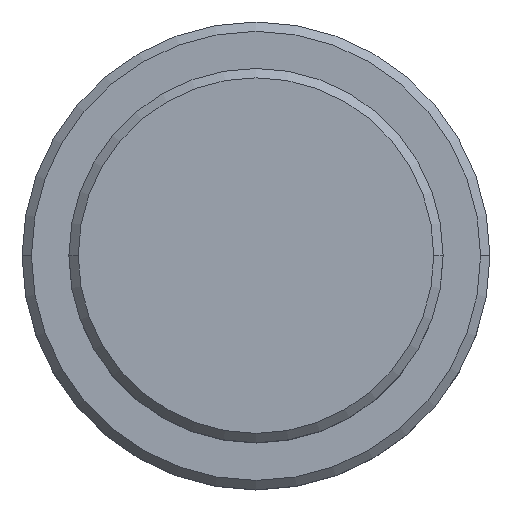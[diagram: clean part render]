
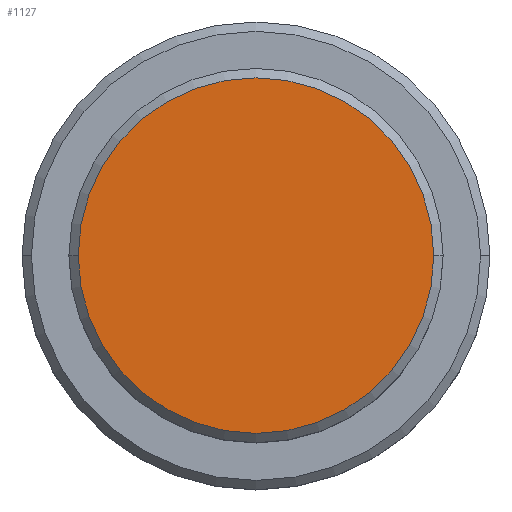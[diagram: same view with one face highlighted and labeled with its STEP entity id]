
A CAD part, top view. The second image highlights one B-rep face of the part: STEP entity #1127.
In plain terms, the highlighted planar face has unit normal (0, 0, 1).
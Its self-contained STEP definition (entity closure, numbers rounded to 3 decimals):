
#28 = EDGE_CURVE ( 'NONE', #855, #813, #931, .T. ) ;
#37 = CARTESIAN_POINT ( 'NONE',  ( 0., 0., 0. ) ) ;
#113 = DIRECTION ( 'NONE',  ( 0., 0., 1. ) ) ;
#151 = DIRECTION ( 'NONE',  ( 0., 0., 1. ) ) ;
#184 = CARTESIAN_POINT ( 'NONE',  ( 9.5, 0., 0. ) ) ;
#366 = CARTESIAN_POINT ( 'NONE',  ( 0., 0., 0. ) ) ;
#403 = ORIENTED_EDGE ( 'NONE', *, *, #1129, .T. ) ;
#472 = DIRECTION ( 'NONE',  ( 0., 0., 1. ) ) ;
#494 = PLANE ( 'NONE',  #1032 ) ;
#550 = EDGE_LOOP ( 'NONE', ( #403, #594 ) ) ;
#590 = DIRECTION ( 'NONE',  ( 1., 0., 0. ) ) ;
#594 = ORIENTED_EDGE ( 'NONE', *, *, #28, .T. ) ;
#604 = FACE_OUTER_BOUND ( 'NONE', #550, .T. ) ;
#813 = VERTEX_POINT ( 'NONE', #966 ) ;
#855 = VERTEX_POINT ( 'NONE', #184 ) ;
#909 = DIRECTION ( 'NONE',  ( 1., 0., 0. ) ) ;
#914 = DIRECTION ( 'NONE',  ( 1., 0., 0. ) ) ;
#931 = CIRCLE ( 'NONE', #1063, 9.5 ) ;
#940 = CIRCLE ( 'NONE', #1069, 9.5 ) ;
#966 = CARTESIAN_POINT ( 'NONE',  ( -9.5, 0., 0. ) ) ;
#1032 = AXIS2_PLACEMENT_3D ( 'NONE', #37, #472, #914 ) ;
#1063 = AXIS2_PLACEMENT_3D ( 'NONE', #1093, #113, #909 ) ;
#1069 = AXIS2_PLACEMENT_3D ( 'NONE', #366, #151, #590 ) ;
#1093 = CARTESIAN_POINT ( 'NONE',  ( 0., 0., 0. ) ) ;
#1127 = ADVANCED_FACE ( 'NONE', ( #604 ), #494, .T. ) ;
#1129 = EDGE_CURVE ( 'NONE', #813, #855, #940, .T. ) ;
